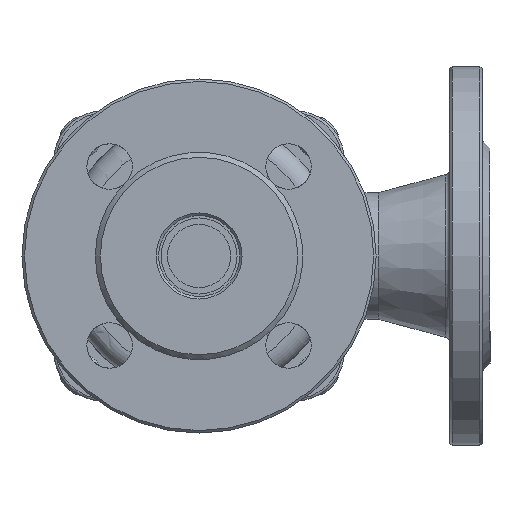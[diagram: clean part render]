
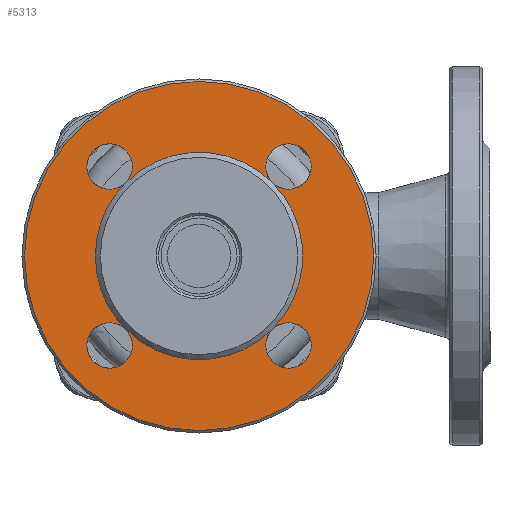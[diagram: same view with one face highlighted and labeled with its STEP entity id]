
A CAD part, front view. The second image highlights one B-rep face of the part: STEP entity #5313.
In plain terms, the highlighted planar face has unit normal (0, -1, 0).
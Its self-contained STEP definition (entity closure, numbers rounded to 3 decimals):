
#231=FACE_BOUND('',#943,.T.);
#325=PLANE('',#5948);
#580=FACE_OUTER_BOUND('',#942,.T.);
#942=EDGE_LOOP('',(#4103));
#943=EDGE_LOOP('',(#4104,#4105,#4106,#4107,#4108,#4109,#4110,#4111,#4112,
#4113,#4114,#4115,#4116));
#1292=CIRCLE('',#5942,41.);
#1294=CIRCLE('',#5944,41.);
#1295=CIRCLE('',#5945,41.);
#1296=CIRCLE('',#5946,41.);
#1297=CIRCLE('',#5947,41.);
#1298=CIRCLE('',#5949,69.);
#1299=CIRCLE('',#5950,9.);
#1300=CIRCLE('',#5951,9.);
#1301=CIRCLE('',#5952,9.);
#1302=CIRCLE('',#5953,9.);
#1303=CIRCLE('',#5954,9.);
#1304=CIRCLE('',#5955,9.);
#1305=CIRCLE('',#5956,9.);
#1306=CIRCLE('',#5957,9.);
#2360=VERTEX_POINT('',#10784);
#2361=VERTEX_POINT('',#10785);
#2363=VERTEX_POINT('',#10790);
#2364=VERTEX_POINT('',#10792);
#2365=VERTEX_POINT('',#10794);
#2366=VERTEX_POINT('',#10798);
#2367=VERTEX_POINT('',#10800);
#2368=VERTEX_POINT('',#10802);
#2369=VERTEX_POINT('',#10805);
#2370=VERTEX_POINT('',#10808);
#2971=EDGE_CURVE('',#2360,#2361,#1292,.T.);
#2974=EDGE_CURVE('',#2361,#2363,#1294,.T.);
#2975=EDGE_CURVE('',#2363,#2364,#1295,.T.);
#2976=EDGE_CURVE('',#2364,#2365,#1296,.T.);
#2977=EDGE_CURVE('',#2365,#2360,#1297,.T.);
#2978=EDGE_CURVE('',#2366,#2366,#1298,.T.);
#2979=EDGE_CURVE('',#2365,#2367,#1299,.T.);
#2980=EDGE_CURVE('',#2368,#2364,#1300,.T.);
#2981=EDGE_CURVE('',#2364,#2368,#1301,.T.);
#2982=EDGE_CURVE('',#2369,#2363,#1302,.T.);
#2983=EDGE_CURVE('',#2363,#2369,#1303,.T.);
#2984=EDGE_CURVE('',#2370,#2360,#1304,.T.);
#2985=EDGE_CURVE('',#2360,#2370,#1305,.T.);
#2986=EDGE_CURVE('',#2367,#2365,#1306,.T.);
#4103=ORIENTED_EDGE('',*,*,#2978,.F.);
#4104=ORIENTED_EDGE('',*,*,#2979,.F.);
#4105=ORIENTED_EDGE('',*,*,#2976,.F.);
#4106=ORIENTED_EDGE('',*,*,#2980,.F.);
#4107=ORIENTED_EDGE('',*,*,#2981,.F.);
#4108=ORIENTED_EDGE('',*,*,#2975,.F.);
#4109=ORIENTED_EDGE('',*,*,#2982,.F.);
#4110=ORIENTED_EDGE('',*,*,#2983,.F.);
#4111=ORIENTED_EDGE('',*,*,#2974,.F.);
#4112=ORIENTED_EDGE('',*,*,#2971,.F.);
#4113=ORIENTED_EDGE('',*,*,#2984,.F.);
#4114=ORIENTED_EDGE('',*,*,#2985,.F.);
#4115=ORIENTED_EDGE('',*,*,#2977,.F.);
#4116=ORIENTED_EDGE('',*,*,#2986,.F.);
#5313=ADVANCED_FACE('',(#580,#231),#325,.F.);
#5942=AXIS2_PLACEMENT_3D('',#10786,#7031,#7032);
#5944=AXIS2_PLACEMENT_3D('',#10791,#7036,#7037);
#5945=AXIS2_PLACEMENT_3D('',#10793,#7038,#7039);
#5946=AXIS2_PLACEMENT_3D('',#10795,#7040,#7041);
#5947=AXIS2_PLACEMENT_3D('',#10796,#7042,#7043);
#5948=AXIS2_PLACEMENT_3D('',#10797,#7044,#7045);
#5949=AXIS2_PLACEMENT_3D('',#10799,#7046,#7047);
#5950=AXIS2_PLACEMENT_3D('',#10801,#7048,#7049);
#5951=AXIS2_PLACEMENT_3D('',#10803,#7050,#7051);
#5952=AXIS2_PLACEMENT_3D('',#10804,#7052,#7053);
#5953=AXIS2_PLACEMENT_3D('',#10806,#7054,#7055);
#5954=AXIS2_PLACEMENT_3D('',#10807,#7056,#7057);
#5955=AXIS2_PLACEMENT_3D('',#10809,#7058,#7059);
#5956=AXIS2_PLACEMENT_3D('',#10810,#7060,#7061);
#5957=AXIS2_PLACEMENT_3D('',#10811,#7062,#7063);
#7031=DIRECTION('center_axis',(0.,-1.,0.));
#7032=DIRECTION('ref_axis',(1.,0.,0.));
#7036=DIRECTION('center_axis',(0.,-1.,0.));
#7037=DIRECTION('ref_axis',(1.,0.,0.));
#7038=DIRECTION('center_axis',(0.,-1.,0.));
#7039=DIRECTION('ref_axis',(1.,0.,0.));
#7040=DIRECTION('center_axis',(0.,-1.,0.));
#7041=DIRECTION('ref_axis',(1.,0.,0.));
#7042=DIRECTION('center_axis',(0.,-1.,0.));
#7043=DIRECTION('ref_axis',(1.,0.,0.));
#7044=DIRECTION('center_axis',(0.,1.,0.));
#7045=DIRECTION('ref_axis',(0.,0.,1.));
#7046=DIRECTION('center_axis',(0.,1.,0.));
#7047=DIRECTION('ref_axis',(-1.,0.,0.));
#7048=DIRECTION('center_axis',(0.,-1.,0.));
#7049=DIRECTION('ref_axis',(-1.,0.,0.));
#7050=DIRECTION('center_axis',(0.,-1.,0.));
#7051=DIRECTION('ref_axis',(-1.,0.,0.));
#7052=DIRECTION('center_axis',(0.,-1.,0.));
#7053=DIRECTION('ref_axis',(-1.,0.,0.));
#7054=DIRECTION('center_axis',(0.,-1.,0.));
#7055=DIRECTION('ref_axis',(-1.,0.,0.));
#7056=DIRECTION('center_axis',(0.,-1.,0.));
#7057=DIRECTION('ref_axis',(-1.,0.,0.));
#7058=DIRECTION('center_axis',(0.,-1.,0.));
#7059=DIRECTION('ref_axis',(-1.,0.,0.));
#7060=DIRECTION('center_axis',(0.,-1.,0.));
#7061=DIRECTION('ref_axis',(-1.,0.,0.));
#7062=DIRECTION('center_axis',(0.,-1.,0.));
#7063=DIRECTION('ref_axis',(-1.,0.,0.));
#10784=CARTESIAN_POINT('',(-28.991,2.,28.991));
#10785=CARTESIAN_POINT('',(-41.,2.,0.));
#10786=CARTESIAN_POINT('Origin',(0.,2.,0.));
#10790=CARTESIAN_POINT('',(-28.991,2.,-28.991));
#10791=CARTESIAN_POINT('Origin',(0.,2.,0.));
#10792=CARTESIAN_POINT('',(28.991,2.,-28.991));
#10793=CARTESIAN_POINT('Origin',(0.,2.,0.));
#10794=CARTESIAN_POINT('',(28.991,2.,28.991));
#10795=CARTESIAN_POINT('Origin',(0.,2.,0.));
#10796=CARTESIAN_POINT('Origin',(0.,2.,0.));
#10797=CARTESIAN_POINT('Origin',(0.,2.,0.));
#10798=CARTESIAN_POINT('',(69.,2.,0.));
#10799=CARTESIAN_POINT('Origin',(0.,2.,0.));
#10800=CARTESIAN_POINT('',(44.355,2.,35.355));
#10801=CARTESIAN_POINT('Origin',(35.355,2.,35.355));
#10802=CARTESIAN_POINT('',(44.355,2.,-35.355));
#10803=CARTESIAN_POINT('Origin',(35.355,2.,-35.355));
#10804=CARTESIAN_POINT('Origin',(35.355,2.,-35.355));
#10805=CARTESIAN_POINT('',(-26.355,2.,-35.355));
#10806=CARTESIAN_POINT('Origin',(-35.355,2.,-35.355));
#10807=CARTESIAN_POINT('Origin',(-35.355,2.,-35.355));
#10808=CARTESIAN_POINT('',(-26.355,2.,35.355));
#10809=CARTESIAN_POINT('Origin',(-35.355,2.,35.355));
#10810=CARTESIAN_POINT('Origin',(-35.355,2.,35.355));
#10811=CARTESIAN_POINT('Origin',(35.355,2.,35.355));
